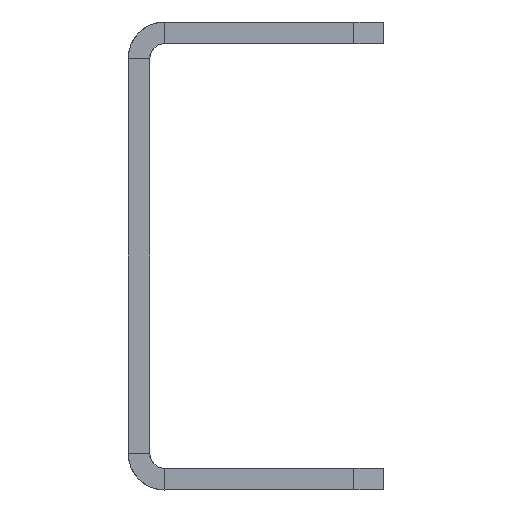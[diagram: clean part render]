
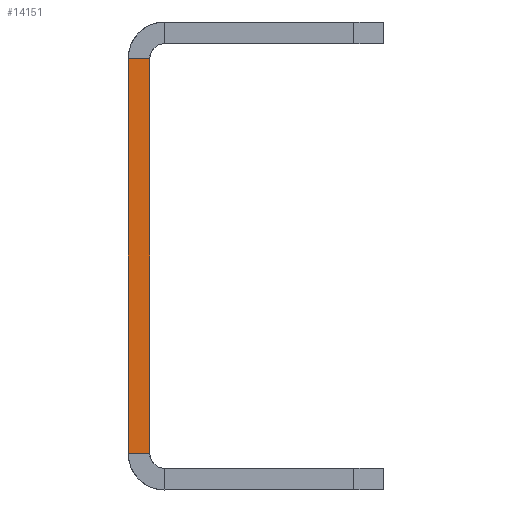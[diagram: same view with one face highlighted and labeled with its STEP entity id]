
A CAD part, left-side view. The second image highlights one B-rep face of the part: STEP entity #14151.
In plain terms, the highlighted planar face has unit normal (-1, 0, 0).
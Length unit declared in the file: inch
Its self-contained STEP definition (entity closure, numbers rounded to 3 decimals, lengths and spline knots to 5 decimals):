
#1530=FACE_OUTER_BOUND('',#2318,.T.);
#2318=EDGE_LOOP('',(#11064,#11065,#11066,#11067));
#3002=LINE('',#20978,#4366);
#3185=LINE('',#21695,#4549);
#3204=LINE('',#21895,#4568);
#3641=LINE('',#23069,#5005);
#4366=VECTOR('',#16691,0.844);
#4549=VECTOR('',#17228,0.046);
#4568=VECTOR('',#17251,0.844);
#5005=VECTOR('',#18388,0.046);
#5696=VERTEX_POINT('',#20552);
#5712=VERTEX_POINT('',#20855);
#5723=VERTEX_POINT('',#20977);
#6091=VERTEX_POINT('',#21893);
#7190=EDGE_CURVE('',#5723,#5696,#3002,.T.);
#7549=EDGE_CURVE('',#5712,#5696,#3185,.T.);
#7568=EDGE_CURVE('',#6091,#5712,#3204,.T.);
#8184=EDGE_CURVE('',#6091,#5723,#3641,.T.);
#11064=ORIENTED_EDGE('',*,*,#7549,.F.);
#11065=ORIENTED_EDGE('',*,*,#7568,.F.);
#11066=ORIENTED_EDGE('',*,*,#8184,.T.);
#11067=ORIENTED_EDGE('',*,*,#7190,.T.);
#12892=PLANE('',#15310);
#14151=ADVANCED_FACE('',(#1530),#12892,.T.);
#15310=AXIS2_PLACEMENT_3D('',#23068,#18386,#18387);
#16691=DIRECTION('',(0.,0.,-1.));
#17228=DIRECTION('',(0.,1.,0.));
#17251=DIRECTION('',(0.,0.,-1.));
#18386=DIRECTION('center_axis',(-1.,0.,0.));
#18387=DIRECTION('ref_axis',(0.,0.,1.));
#18388=DIRECTION('',(0.,1.,0.));
#20552=CARTESIAN_POINT('',(-1.04194,0.046,-0.30781));
#20855=CARTESIAN_POINT('',(-1.04194,0.,-0.30781));
#20977=CARTESIAN_POINT('',(-1.04194,0.046,0.53619));
#20978=CARTESIAN_POINT('',(-1.04194,0.046,0.53619));
#21695=CARTESIAN_POINT('',(-1.04194,0.,-0.30781));
#21893=CARTESIAN_POINT('',(-1.04194,0.,0.53619));
#21895=CARTESIAN_POINT('',(-1.04194,0.,0.53619));
#23068=CARTESIAN_POINT('Origin',(-1.04194,0.046,0.61419));
#23069=CARTESIAN_POINT('',(-1.04194,0.,0.53619));
